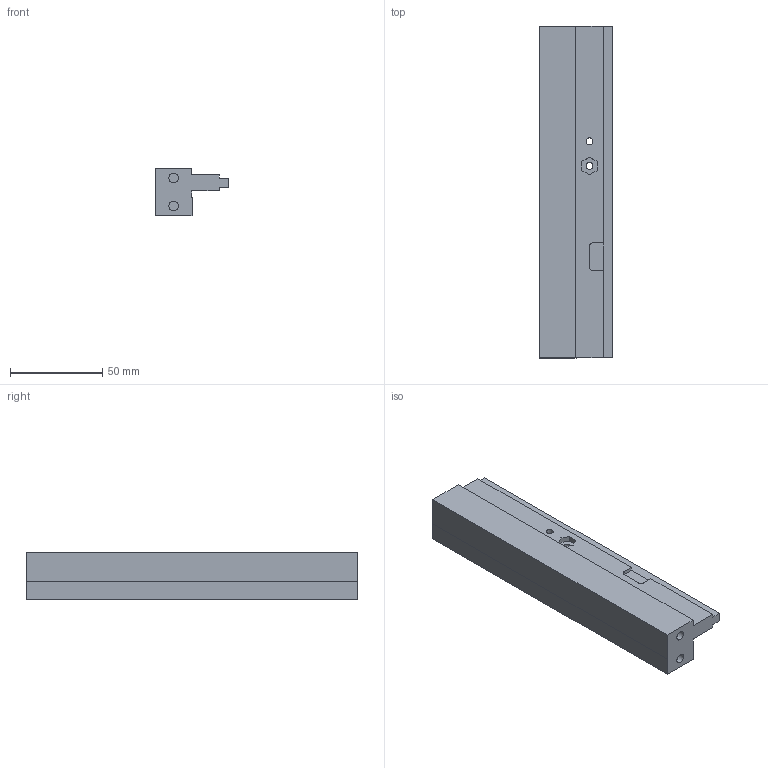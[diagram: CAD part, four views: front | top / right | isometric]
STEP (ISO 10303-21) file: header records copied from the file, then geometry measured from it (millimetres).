
FILE_DESCRIPTION(('FreeCAD Model'),'2;1');
FILE_NAME('Open CASCADE Shape Model','2024-06-06T18:27:14',(''),(''), 'Open CASCADE STEP processor 7.6','FreeCAD','Unknown');
FILE_SCHEMA(('AUTOMOTIVE_DESIGN { 1 0 10303 214 1 1 1 1 }'));
Length unit declared in the file: millimetre
Products named in the file (1): Slice.3
Bounding box: 40 x 180 x 25.99 mm (x, y, z)
Volume: 118534.7 mm3; surface area: 27181.8 mm2
Topology: 1 solids, 1 shells, 49 faces, 119 edges, 78 vertices
Faces by surface type: plane 41, cylinder 8
Full cylindrical faces by diameter (mm): 3.734 x2, 5.162 x4
Entity records: 1447 total; most frequent: CARTESIAN_POINT 247, ORIENTED_EDGE 238, DIRECTION 235, EDGE_CURVE 119, LINE 103, VECTOR 103, VERTEX_POINT 78, AXIS2_PLACEMENT_3D 66
